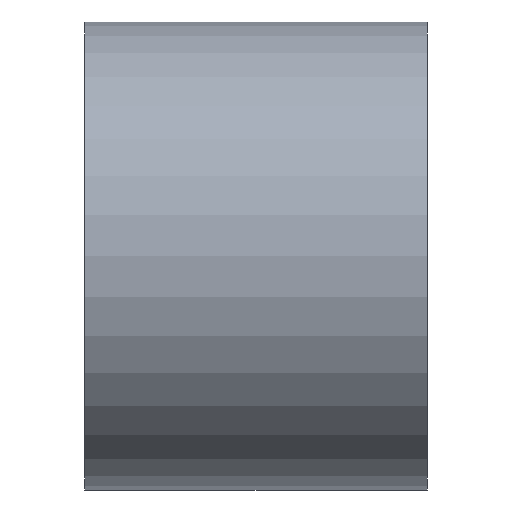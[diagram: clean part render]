
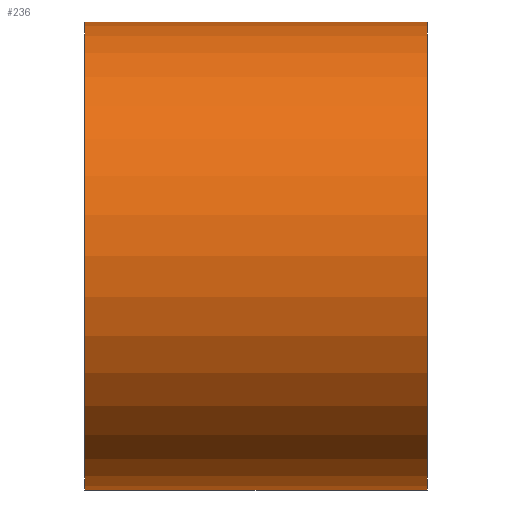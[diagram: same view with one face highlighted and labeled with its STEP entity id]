
A CAD part, left-side view. The second image highlights one B-rep face of the part: STEP entity #236.
In plain terms, the highlighted cylindrical face has radius 20.5 mm (diameter 41 mm), a partial arc.
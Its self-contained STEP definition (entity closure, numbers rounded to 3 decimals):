
#1 = DIRECTION ( 'NONE',  ( 0., -1., 0. ) ) ;
#13 = AXIS2_PLACEMENT_3D ( 'NONE', #208, #178, #107 ) ;
#22 = DIRECTION ( 'NONE',  ( 0., 0., -1. ) ) ;
#29 = CIRCLE ( 'NONE', #13, 20.5 ) ;
#38 = CARTESIAN_POINT ( 'NONE',  ( 0., -15., -20.5 ) ) ;
#47 = DIRECTION ( 'NONE',  ( 0., -1., 0. ) ) ;
#54 = ORIENTED_EDGE ( 'NONE', *, *, #143, .F. ) ;
#69 = DIRECTION ( 'NONE',  ( 0., -1., 0. ) ) ;
#70 = AXIS2_PLACEMENT_3D ( 'NONE', #210, #47, #88 ) ;
#84 = CARTESIAN_POINT ( 'NONE',  ( 0., 15., -20.5 ) ) ;
#85 = VECTOR ( 'NONE', #1, 1000. ) ;
#88 = DIRECTION ( 'NONE',  ( 0., 0., -1. ) ) ;
#94 = LINE ( 'NONE', #114, #95 ) ;
#95 = VECTOR ( 'NONE', #69, 1000. ) ;
#97 = VERTEX_POINT ( 'NONE', #294 ) ;
#107 = DIRECTION ( 'NONE',  ( 0., 0., -1. ) ) ;
#114 = CARTESIAN_POINT ( 'NONE',  ( 0., -15., 20.5 ) ) ;
#124 = EDGE_CURVE ( 'NONE', #288, #172, #292, .T. ) ;
#125 = ORIENTED_EDGE ( 'NONE', *, *, #124, .T. ) ;
#127 = VERTEX_POINT ( 'NONE', #38 ) ;
#143 = EDGE_CURVE ( 'NONE', #97, #127, #29, .T. ) ;
#165 = CYLINDRICAL_SURFACE ( 'NONE', #70, 20.5 ) ;
#172 = VERTEX_POINT ( 'NONE', #84 ) ;
#177 = ORIENTED_EDGE ( 'NONE', *, *, #245, .T. ) ;
#178 = DIRECTION ( 'NONE',  ( 0., -1., 0. ) ) ;
#179 = ORIENTED_EDGE ( 'NONE', *, *, #219, .F. ) ;
#208 = CARTESIAN_POINT ( 'NONE',  ( 0., -15., 0. ) ) ;
#210 = CARTESIAN_POINT ( 'NONE',  ( 0., -15., 0. ) ) ;
#212 = CARTESIAN_POINT ( 'NONE',  ( 0., 15., 20.5 ) ) ;
#213 = CARTESIAN_POINT ( 'NONE',  ( 0., -15., -20.5 ) ) ;
#219 = EDGE_CURVE ( 'NONE', #288, #97, #94, .T. ) ;
#223 = DIRECTION ( 'NONE',  ( 0., -1., 0. ) ) ;
#227 = EDGE_LOOP ( 'NONE', ( #179, #125, #177, #54 ) ) ;
#236 = ADVANCED_FACE ( 'NONE', ( #237 ), #165, .T. ) ;
#237 = FACE_OUTER_BOUND ( 'NONE', #227, .T. ) ;
#241 = AXIS2_PLACEMENT_3D ( 'NONE', #248, #223, #22 ) ;
#245 = EDGE_CURVE ( 'NONE', #172, #127, #281, .T. ) ;
#248 = CARTESIAN_POINT ( 'NONE',  ( 0., 15., 0. ) ) ;
#281 = LINE ( 'NONE', #213, #85 ) ;
#288 = VERTEX_POINT ( 'NONE', #212 ) ;
#292 = CIRCLE ( 'NONE', #241, 20.5 ) ;
#294 = CARTESIAN_POINT ( 'NONE',  ( 0., -15., 20.5 ) ) ;
